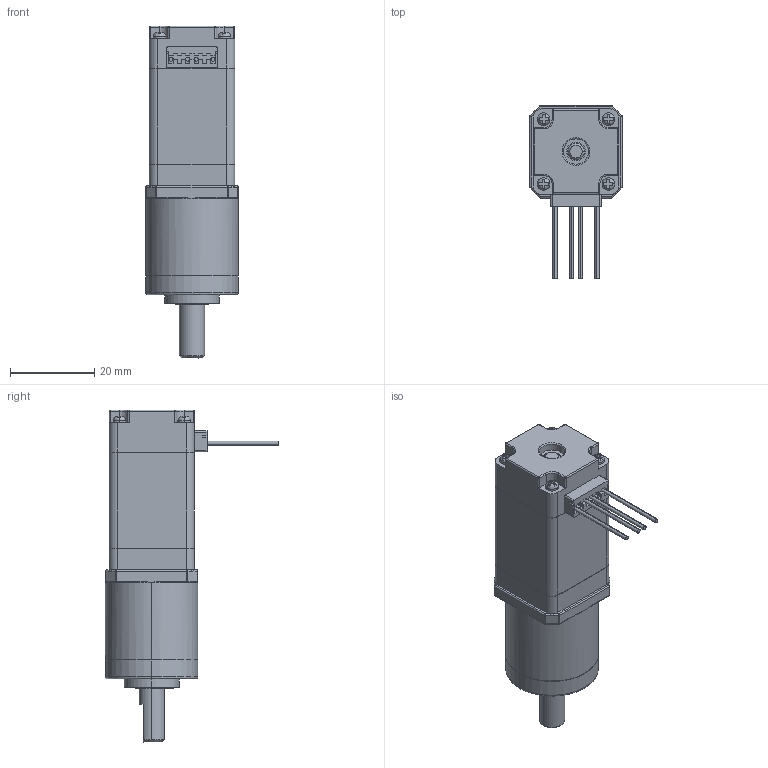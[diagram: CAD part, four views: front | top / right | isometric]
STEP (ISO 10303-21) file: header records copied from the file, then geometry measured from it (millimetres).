
FILE_DESCRIPTION (( 'STEP AP214' ), '1' );
FILE_NAME ('8HS15-0604S-PG19.STEP', '2018-03-07T02:29:02', ( '' ), ( '' ), 'SwSTEP 2.0', 'SolidWorks 2014', '' );
FILE_SCHEMA (( 'AUTOMOTIVE_DESIGN' ));
Length unit declared in the file: millimetre
Products named in the file (1): 8HS15-0604S-PG19
Bounding box: 22 x 41.15 x 78.95 mm (x, y, z)
Volume: 26118.4 mm3; surface area: 7333.4 mm2
Topology: 5 solids, 5 shells, 518 faces, 1337 edges, 820 vertices
Faces by surface type: plane 283, cylinder 148, bspline 74, cone 13
Entity records: 22730 total; most frequent: CARTESIAN_POINT 4992, ORIENTED_EDGE 2610, DIRECTION 2358, EDGE_CURVE 1305, VERTEX_POINT 820, AXIS2_PLACEMENT_3D 814, LINE 730, VECTOR 730
